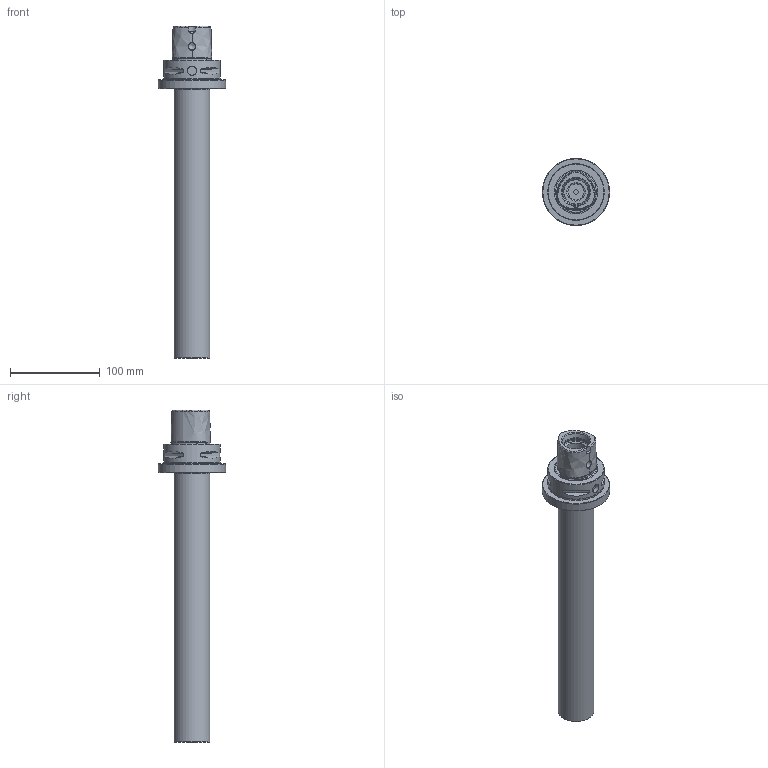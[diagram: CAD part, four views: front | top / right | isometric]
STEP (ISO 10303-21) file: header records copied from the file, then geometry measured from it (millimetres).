
FILE_DESCRIPTION(/* description */ ('STEP AP203'),/* implementation_level */ '2;1');
FILE_NAME(/* name */ 'PSC6-TA40-300.step',/* time_stamp */ '2025-12-03T16:18:27-06:00',/* author */ (''),/* organization */ (''),/* preprocessor_version */ 'ST-DEVELOPER v20.1',/* originating_system */ 'Autodesk Translation Framework v14.21.0.0',/* authorisation */ '');
FILE_SCHEMA (('AUTOMOTIVE_DESIGN { 1 0 10303 214 3 1 1 }'));
Length unit declared in the file: millimetre
Products named in the file (1): C6-BLANK
Bounding box: 75 x 75 x 370.19 mm (x, y, z)
Volume: 517996.3 mm3; surface area: 62834.4 mm2
Topology: 1 solids, 1 shells, 77 faces, 178 edges, 113 vertices
Faces by surface type: plane 29, cone 23, cylinder 14, bspline 8, torus 3
Full cylindrical faces by diameter (mm): 8.1 x3, 10 x1, 18 x1, 28 x2, 32 x1, 39.746 x1, 40 x1, 62.5 x1, 63 x1, 75 x1
Entity records: 6318 total; most frequent: CARTESIAN_POINT 4577, ORIENTED_EDGE 352, DIRECTION 344, EDGE_CURVE 176, AXIS2_PLACEMENT_3D 144, VERTEX_POINT 113, EDGE_LOOP 91, FACE_OUTER_BOUND 77
